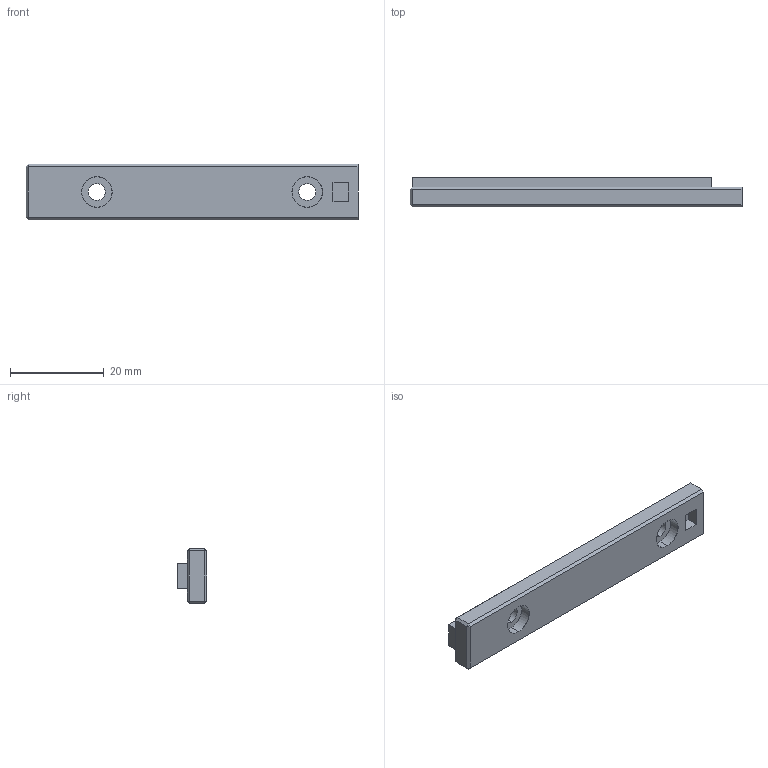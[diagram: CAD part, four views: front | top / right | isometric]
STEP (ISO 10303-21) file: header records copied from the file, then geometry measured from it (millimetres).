
FILE_DESCRIPTION (( 'STEP AP214' ), '1' );
FILE_NAME ('camera_slide_mount.STEP', '2023-11-12T07:12:54', ( '' ), ( '' ), 'SwSTEP 2.0', 'SolidWorks 2023', '' );
FILE_SCHEMA (( 'AUTOMOTIVE_DESIGN' ));
Length unit declared in the file: millimetre
Products named in the file (1): camera_slide_mount
Bounding box: 71 x 6.4 x 11.85 mm (x, y, z)
Volume: 4028.8 mm3; surface area: 2772.3 mm2
Topology: 1 solids, 1 shells, 42 faces, 93 edges, 56 vertices
Faces by surface type: plane 30, cylinder 8, cone 4
Entity records: 1164 total; most frequent: DIRECTION 199, CARTESIAN_POINT 192, ORIENTED_EDGE 186, EDGE_CURVE 93, VECTOR 73, LINE 73, AXIS2_PLACEMENT_3D 63, VERTEX_POINT 56
